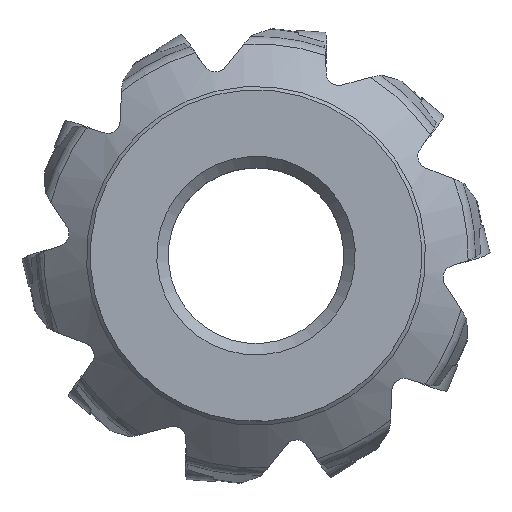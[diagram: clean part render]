
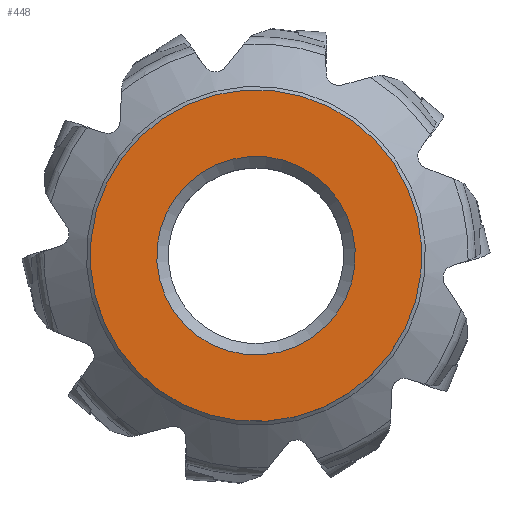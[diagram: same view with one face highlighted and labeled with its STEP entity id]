
A CAD part, top view. The second image highlights one B-rep face of the part: STEP entity #448.
In plain terms, the highlighted planar face has unit normal (0, 0, 1).
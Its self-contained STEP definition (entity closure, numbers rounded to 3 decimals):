
#180=PLANE('',#2634);
#381=FACE_BOUND('',#709,.T.);
#382=FACE_BOUND('',#710,.T.);
#448=ADVANCED_FACE('CU_BCK',(#381,#382),#180,.T.);
#709=EDGE_LOOP('',(#1149));
#710=EDGE_LOOP('',(#1150));
#868=CIRCLE('',#2632,21.556);
#869=CIRCLE('',#2633,36.);
#1149=ORIENTED_EDGE('',*,*,#2056,.F.);
#1150=ORIENTED_EDGE('',*,*,#2057,.F.);
#1796=VERTEX_POINT('',#4540);
#1797=VERTEX_POINT('',#4542);
#2056=EDGE_CURVE('',#1796,#1796,#868,.T.);
#2057=EDGE_CURVE('',#1797,#1797,#869,.T.);
#2632=AXIS2_PLACEMENT_3D('',#4539,#3006,#3007);
#2633=AXIS2_PLACEMENT_3D('',#4541,#3008,#3009);
#2634=AXIS2_PLACEMENT_3D('',#4543,#3010,#3011);
#3006=DIRECTION('',(0.,0.,1.));
#3007=DIRECTION('',(-0.242,0.97,0.));
#3008=DIRECTION('',(0.,0.,-1.));
#3009=DIRECTION('',(-0.242,0.97,0.));
#3010=DIRECTION('',(0.,0.,1.));
#3011=DIRECTION('',(-0.242,0.97,0.));
#4539=CARTESIAN_POINT('',(0.,0.,0.));
#4540=CARTESIAN_POINT('',(-5.215,20.916,0.));
#4541=CARTESIAN_POINT('',(0.,0.,0.));
#4542=CARTESIAN_POINT('',(-8.709,34.931,0.));
#4543=CARTESIAN_POINT('',(-36.,0.,0.));
